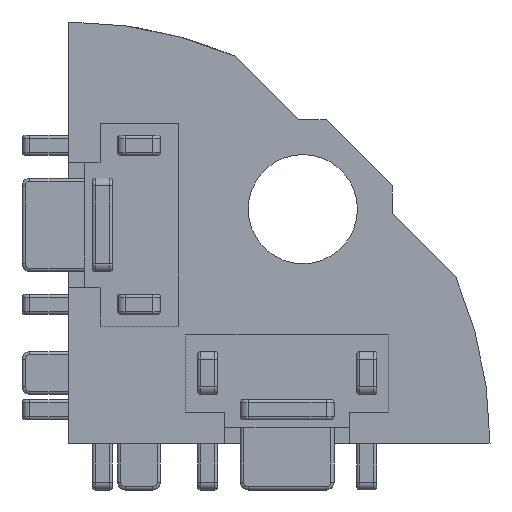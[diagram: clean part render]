
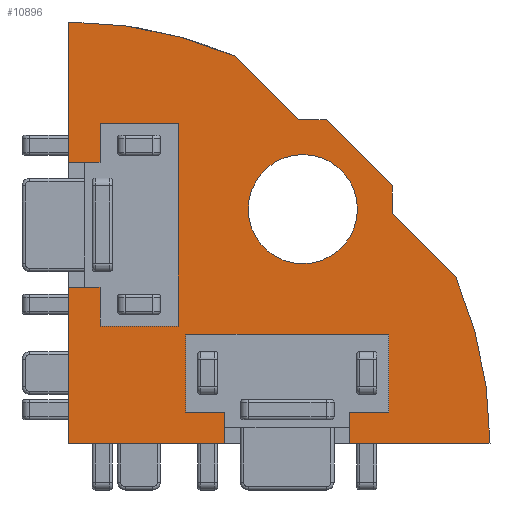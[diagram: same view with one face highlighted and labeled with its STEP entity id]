
A CAD part, left-side view. The second image highlights one B-rep face of the part: STEP entity #10896.
In plain terms, the highlighted planar face has unit normal (-1, 0, 0).
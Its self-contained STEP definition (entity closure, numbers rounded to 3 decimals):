
#2929=CARTESIAN_POINT('',(0.,-18.5,15.));
#2930=VERTEX_POINT('',#2929);
#2931=CARTESIAN_POINT('',(0.,-15.0,15.0));
#2932=DIRECTION('',(1.0,0.0,0.0));
#2933=DIRECTION('',(0.0,1.0,0.0));
#2934=AXIS2_PLACEMENT_3D('',#2931,#2932,#2933);
#2935=CIRCLE('',#2934,3.5);
#2936=EDGE_CURVE('',#2930,#2930,#2935,.T.);
#2959=CARTESIAN_POINT('',(0.,-24.805,10.663));
#2960=VERTEX_POINT('',#2959);
#2976=CARTESIAN_POINT('',(0.,-20.739,14.729));
#2977=VERTEX_POINT('',#2976);
#2984=CARTESIAN_POINT('',(0.,-24.805,10.663));
#2985=DIRECTION('',(0.0,0.707,0.707));
#2986=VECTOR('',#2985,5.75);
#2987=LINE('',#2984,#2986);
#2988=EDGE_CURVE('',#2960,#2977,#2987,.T.);
#3006=CARTESIAN_POINT('',(0.,-20.739,16.497));
#3007=VERTEX_POINT('',#3006);
#3014=CARTESIAN_POINT('',(0.,-20.739,14.729));
#3015=DIRECTION('',(0.0,0.0,1.0));
#3016=VECTOR('',#3015,1.768);
#3017=LINE('',#3014,#3016);
#3018=EDGE_CURVE('',#2977,#3007,#3017,.T.);
#3037=CARTESIAN_POINT('',(0.,-16.497,20.739));
#3038=VERTEX_POINT('',#3037);
#3045=CARTESIAN_POINT('',(0.,-20.739,16.497));
#3046=DIRECTION('',(0.0,0.707,0.707));
#3047=VECTOR('',#3046,6.);
#3048=LINE('',#3045,#3047);
#3049=EDGE_CURVE('',#3007,#3038,#3048,.T.);
#3068=CARTESIAN_POINT('',(0.,-14.729,20.739));
#3069=VERTEX_POINT('',#3068);
#3076=CARTESIAN_POINT('',(0.,-16.497,20.739));
#3077=DIRECTION('',(0.0,1.0,0.0));
#3078=VECTOR('',#3077,1.768);
#3079=LINE('',#3076,#3078);
#3080=EDGE_CURVE('',#3038,#3069,#3079,.T.);
#3091=CARTESIAN_POINT('',(0.,-10.663,24.805));
#3092=VERTEX_POINT('',#3091);
#3102=CARTESIAN_POINT('',(0.,-14.729,20.739));
#3103=DIRECTION('',(0.0,0.707,0.707));
#3104=VECTOR('',#3103,5.75);
#3105=LINE('',#3102,#3104);
#3106=EDGE_CURVE('',#3069,#3092,#3105,.T.);
#3225=CARTESIAN_POINT('',(0.,-2.,18.));
#3226=VERTEX_POINT('',#3225);
#3227=CARTESIAN_POINT('',(0.,-2.,20.5));
#3228=VERTEX_POINT('',#3227);
#3229=CARTESIAN_POINT('',(0.,-2.,18.));
#3230=DIRECTION('',(0.0,0.0,1.0));
#3231=VECTOR('',#3230,2.5);
#3232=LINE('',#3229,#3231);
#3233=EDGE_CURVE('',#3226,#3228,#3232,.T.);
#3256=CARTESIAN_POINT('',(0.,-7.,20.5));
#3257=VERTEX_POINT('',#3256);
#3258=CARTESIAN_POINT('',(0.,-2.,20.5));
#3259=DIRECTION('',(0.0,-1.0,0.0));
#3260=VECTOR('',#3259,5.0);
#3261=LINE('',#3258,#3260);
#3262=EDGE_CURVE('',#3228,#3257,#3261,.T.);
#3280=CARTESIAN_POINT('',(0.,-7.,7.5));
#3281=VERTEX_POINT('',#3280);
#3282=CARTESIAN_POINT('',(0.,-7.,20.5));
#3283=DIRECTION('',(0.0,0.0,-1.0));
#3284=VECTOR('',#3283,13.);
#3285=LINE('',#3282,#3284);
#3286=EDGE_CURVE('',#3257,#3281,#3285,.T.);
#3304=CARTESIAN_POINT('',(0.,-2.,7.5));
#3305=VERTEX_POINT('',#3304);
#3306=CARTESIAN_POINT('',(0.,-7.,7.5));
#3307=DIRECTION('',(0.0,1.0,0.0));
#3308=VECTOR('',#3307,5.0);
#3309=LINE('',#3306,#3308);
#3310=EDGE_CURVE('',#3281,#3305,#3309,.T.);
#3328=CARTESIAN_POINT('',(0.,-2.,10.));
#3329=VERTEX_POINT('',#3328);
#3330=CARTESIAN_POINT('',(0.,-2.,7.5));
#3331=DIRECTION('',(0.0,0.0,1.0));
#3332=VECTOR('',#3331,2.5);
#3333=LINE('',#3330,#3332);
#3334=EDGE_CURVE('',#3305,#3329,#3333,.T.);
#3454=CARTESIAN_POINT('',(0.,-7.5,7.));
#3455=VERTEX_POINT('',#3454);
#3456=CARTESIAN_POINT('',(0.,-20.5,7.));
#3457=VERTEX_POINT('',#3456);
#3458=CARTESIAN_POINT('',(0.,-7.5,7.));
#3459=DIRECTION('',(0.0,-1.0,0.0));
#3460=VECTOR('',#3459,13.);
#3461=LINE('',#3458,#3460);
#3462=EDGE_CURVE('',#3455,#3457,#3461,.T.);
#3485=CARTESIAN_POINT('',(0.,-20.5,2.));
#3486=VERTEX_POINT('',#3485);
#3487=CARTESIAN_POINT('',(0.,-20.5,7.));
#3488=DIRECTION('',(0.0,0.0,-1.0));
#3489=VECTOR('',#3488,5.0);
#3490=LINE('',#3487,#3489);
#3491=EDGE_CURVE('',#3457,#3486,#3490,.T.);
#3509=CARTESIAN_POINT('',(0.,-18.,2.));
#3510=VERTEX_POINT('',#3509);
#3511=CARTESIAN_POINT('',(0.,-20.5,2.));
#3512=DIRECTION('',(0.0,1.0,0.0));
#3513=VECTOR('',#3512,2.5);
#3514=LINE('',#3511,#3513);
#3515=EDGE_CURVE('',#3486,#3510,#3514,.T.);
#3533=CARTESIAN_POINT('',(0.,-10.,2.0));
#3534=VERTEX_POINT('',#3533);
#3535=CARTESIAN_POINT('',(0.,-7.5,2.0));
#3536=VERTEX_POINT('',#3535);
#3537=CARTESIAN_POINT('',(0.,-10.,2.0));
#3538=DIRECTION('',(0.0,1.0,0.0));
#3539=VECTOR('',#3538,2.5);
#3540=LINE('',#3537,#3539);
#3541=EDGE_CURVE('',#3534,#3536,#3540,.T.);
#3564=CARTESIAN_POINT('',(0.,-7.5,2.));
#3565=DIRECTION('',(0.0,0.0,1.0));
#3566=VECTOR('',#3565,5.);
#3567=LINE('',#3564,#3566);
#3568=EDGE_CURVE('',#3536,#3455,#3567,.T.);
#3582=CARTESIAN_POINT('',(0.,-27.0,0.0));
#3583=VERTEX_POINT('',#3582);
#3584=CARTESIAN_POINT('',(0.0,0.0,0.0));
#3585=DIRECTION('',(-1.0,0.0,0.0));
#3586=DIRECTION('',(0.0,-1.0,0.0));
#3587=AXIS2_PLACEMENT_3D('',#3584,#3585,#3586);
#3588=CIRCLE('',#3587,27.0);
#3589=EDGE_CURVE('',#3583,#2960,#3588,.T.);
#3649=CARTESIAN_POINT('',(0.,0.,10.));
#3650=VERTEX_POINT('',#3649);
#3657=CARTESIAN_POINT('',(0.,-2.0,10.));
#3658=DIRECTION('',(0.0,1.0,0.0));
#3659=VECTOR('',#3658,2.);
#3660=LINE('',#3657,#3659);
#3661=EDGE_CURVE('',#3329,#3650,#3660,.T.);
#3955=CARTESIAN_POINT('',(0.0,-18.,0.));
#3956=VERTEX_POINT('',#3955);
#3963=CARTESIAN_POINT('',(0.,-18.,2.));
#3964=DIRECTION('',(0.0,0.0,-1.0));
#3965=VECTOR('',#3964,2.);
#3966=LINE('',#3963,#3965);
#3967=EDGE_CURVE('',#3510,#3956,#3966,.T.);
#7163=CARTESIAN_POINT('',(0.,-10.,0.));
#7164=VERTEX_POINT('',#7163);
#7180=CARTESIAN_POINT('',(0.,-10.,0.));
#7181=DIRECTION('',(0.0,0.0,1.0));
#7182=VECTOR('',#7181,2.);
#7183=LINE('',#7180,#7182);
#7184=EDGE_CURVE('',#7164,#3534,#7183,.T.);
#7608=CARTESIAN_POINT('',(0.0,0.,27.0));
#7609=VERTEX_POINT('',#7608);
#7617=CARTESIAN_POINT('',(0.0,0.0,0.0));
#7618=DIRECTION('',(-1.0,0.0,0.0));
#7619=DIRECTION('',(0.0,-1.0,0.0));
#7620=AXIS2_PLACEMENT_3D('',#7617,#7618,#7619);
#7621=CIRCLE('',#7620,27.0);
#7622=EDGE_CURVE('',#3092,#7609,#7621,.T.);
#10582=CARTESIAN_POINT('',(0.0,0.,18.));
#10583=VERTEX_POINT('',#10582);
#10599=CARTESIAN_POINT('',(0.,0.,18.));
#10600=DIRECTION('',(0.0,-1.0,0.0));
#10601=VECTOR('',#10600,2.);
#10602=LINE('',#10599,#10601);
#10603=EDGE_CURVE('',#10583,#3226,#10602,.T.);
#10733=CARTESIAN_POINT('',(0.0,0.0,0.0));
#10734=VERTEX_POINT('',#10733);
#10741=CARTESIAN_POINT('',(0.,0.,10.0));
#10742=DIRECTION('',(0.0,0.0,-1.0));
#10743=VECTOR('',#10742,10.0);
#10744=LINE('',#10741,#10743);
#10745=EDGE_CURVE('',#3650,#10734,#10744,.T.);
#10785=CARTESIAN_POINT('',(0.,0.,27.0));
#10786=DIRECTION('',(0.0,0.0,-1.0));
#10787=VECTOR('',#10786,9.0);
#10788=LINE('',#10785,#10787);
#10789=EDGE_CURVE('',#7609,#10583,#10788,.T.);
#10851=CARTESIAN_POINT('',(0.,-13.5,0.0));
#10852=DIRECTION('',(-1.0,0.0,0.0));
#10853=DIRECTION('',(0.0,0.0,1.0));
#10854=AXIS2_PLACEMENT_3D('',#10851,#10852,#10853);
#10855=PLANE('',#10854);
#10856=ORIENTED_EDGE('',*,*,#3106,.T.);
#10857=ORIENTED_EDGE('',*,*,#7622,.T.);
#10858=ORIENTED_EDGE('',*,*,#10789,.T.);
#10859=ORIENTED_EDGE('',*,*,#10603,.T.);
#10860=ORIENTED_EDGE('',*,*,#3233,.T.);
#10861=ORIENTED_EDGE('',*,*,#3262,.T.);
#10862=ORIENTED_EDGE('',*,*,#3286,.T.);
#10863=ORIENTED_EDGE('',*,*,#3310,.T.);
#10864=ORIENTED_EDGE('',*,*,#3334,.T.);
#10865=ORIENTED_EDGE('',*,*,#3661,.T.);
#10866=ORIENTED_EDGE('',*,*,#10745,.T.);
#10867=CARTESIAN_POINT('',(0.,-10.,0.0));
#10868=DIRECTION('',(0.0,1.0,0.0));
#10869=VECTOR('',#10868,10.);
#10870=LINE('',#10867,#10869);
#10871=EDGE_CURVE('',#7164,#10734,#10870,.T.);
#10872=ORIENTED_EDGE('',*,*,#10871,.F.);
#10873=ORIENTED_EDGE('',*,*,#7184,.T.);
#10874=ORIENTED_EDGE('',*,*,#3541,.T.);
#10875=ORIENTED_EDGE('',*,*,#3568,.T.);
#10876=ORIENTED_EDGE('',*,*,#3462,.T.);
#10877=ORIENTED_EDGE('',*,*,#3491,.T.);
#10878=ORIENTED_EDGE('',*,*,#3515,.T.);
#10879=ORIENTED_EDGE('',*,*,#3967,.T.);
#10880=CARTESIAN_POINT('',(0.,-27.0,0.0));
#10881=DIRECTION('',(0.0,1.0,0.0));
#10882=VECTOR('',#10881,9.0);
#10883=LINE('',#10880,#10882);
#10884=EDGE_CURVE('',#3583,#3956,#10883,.T.);
#10885=ORIENTED_EDGE('',*,*,#10884,.F.);
#10886=ORIENTED_EDGE('',*,*,#3589,.T.);
#10887=ORIENTED_EDGE('',*,*,#2988,.T.);
#10888=ORIENTED_EDGE('',*,*,#3018,.T.);
#10889=ORIENTED_EDGE('',*,*,#3049,.T.);
#10890=ORIENTED_EDGE('',*,*,#3080,.T.);
#10891=EDGE_LOOP('',(#10856,#10857,#10858,#10859,#10860,#10861,#10862,#10863,#10864,#10865,#10866,#10872,#10873,#10874,#10875,#10876,#10877,#10878,#10879,#10885,#10886,#10887,#10888,#10889,#10890));
#10892=FACE_OUTER_BOUND('',#10891,.T.);
#10893=ORIENTED_EDGE('',*,*,#2936,.T.);
#10894=EDGE_LOOP('',(#10893));
#10895=FACE_BOUND('',#10894,.T.);
#10896=ADVANCED_FACE('',(#10892,#10895),#10855,.T.);
